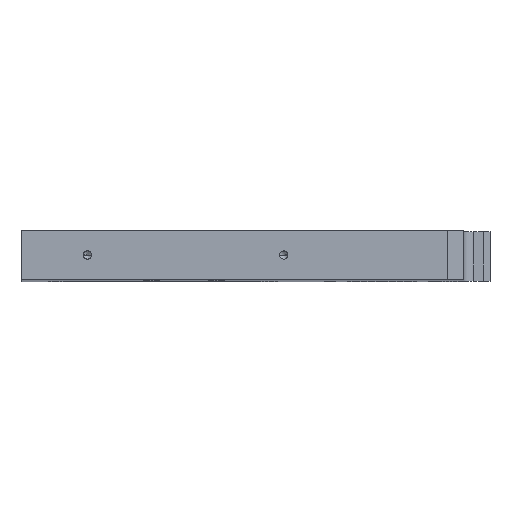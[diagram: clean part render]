
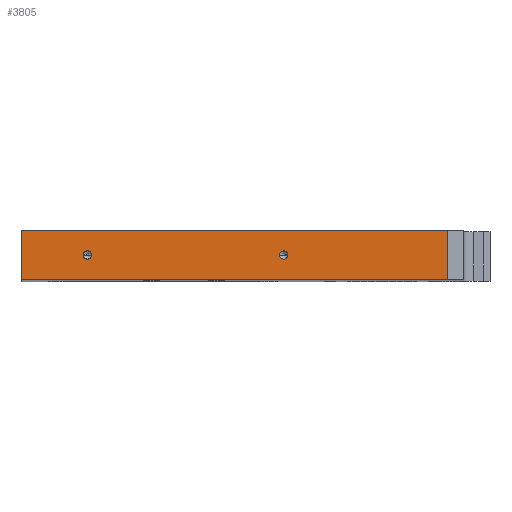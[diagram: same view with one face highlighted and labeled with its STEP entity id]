
A CAD part, top view. The second image highlights one B-rep face of the part: STEP entity #3805.
In plain terms, the highlighted planar face has unit normal (0, 0, 1).
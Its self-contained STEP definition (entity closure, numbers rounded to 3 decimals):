
#90 = ORIENTED_EDGE ( 'NONE', *, *, #1130, .F. ) ;
#186 = VERTEX_POINT ( 'NONE', #1587 ) ;
#203 = FACE_OUTER_BOUND ( 'NONE', #641, .T. ) ;
#406 = FACE_BOUND ( 'NONE', #1518, .T. ) ;
#451 = VERTEX_POINT ( 'NONE', #1824 ) ;
#565 = DIRECTION ( 'NONE',  ( 1., 0., 0. ) ) ;
#641 = EDGE_LOOP ( 'NONE', ( #1927, #3027, #90, #3214 ) ) ;
#705 = LINE ( 'NONE', #889, #3060 ) ;
#718 = EDGE_LOOP ( 'NONE', ( #2816, #2039 ) ) ;
#774 = CARTESIAN_POINT ( 'NONE',  ( 12.5, 0., 175. ) ) ;
#795 = LINE ( 'NONE', #2658, #2926 ) ;
#829 = EDGE_CURVE ( 'NONE', #2892, #2934, #952, .T. ) ;
#837 = CARTESIAN_POINT ( 'NONE',  ( -67.5, -7.5, 175. ) ) ;
#884 = EDGE_CURVE ( 'NONE', #1800, #186, #3560, .T. ) ;
#889 = CARTESIAN_POINT ( 'NONE',  ( 62.5, 7.5, 175. ) ) ;
#951 = DIRECTION ( 'NONE',  ( -1., 0., 0. ) ) ;
#952 = CIRCLE ( 'NONE', #2843, 1.25 ) ;
#1020 = CARTESIAN_POINT ( 'NONE',  ( 11.25, 0., 175. ) ) ;
#1047 = LINE ( 'NONE', #837, #1335 ) ;
#1130 = EDGE_CURVE ( 'NONE', #2881, #2706, #795, .T. ) ;
#1132 = FACE_BOUND ( 'NONE', #718, .T. ) ;
#1170 = DIRECTION ( 'NONE',  ( 0., 0., 1. ) ) ;
#1317 = AXIS2_PLACEMENT_3D ( 'NONE', #774, #1170, #2381 ) ;
#1335 = VECTOR ( 'NONE', #565, 1000. ) ;
#1375 = DIRECTION ( 'NONE',  ( 1., 0., 0. ) ) ;
#1469 = EDGE_CURVE ( 'NONE', #2670, #2706, #705, .T. ) ;
#1518 = EDGE_LOOP ( 'NONE', ( #3284, #2618 ) ) ;
#1529 = AXIS2_PLACEMENT_3D ( 'NONE', #3841, #3433, #951 ) ;
#1587 = CARTESIAN_POINT ( 'NONE',  ( -48.75, 0., 175. ) ) ;
#1704 = EDGE_CURVE ( 'NONE', #186, #1800, #2920, .T. ) ;
#1725 = CARTESIAN_POINT ( 'NONE',  ( 13.75, 0., 175. ) ) ;
#1779 = EDGE_CURVE ( 'NONE', #451, #2670, #1047, .T. ) ;
#1800 = VERTEX_POINT ( 'NONE', #3115 ) ;
#1817 = CIRCLE ( 'NONE', #1317, 1.25 ) ;
#1824 = CARTESIAN_POINT ( 'NONE',  ( -67.5, -7.5, 175. ) ) ;
#1912 = DIRECTION ( 'NONE',  ( 0., 0., 1. ) ) ;
#1927 = ORIENTED_EDGE ( 'NONE', *, *, #1779, .T. ) ;
#2032 = DIRECTION ( 'NONE',  ( 0., -1., 0. ) ) ;
#2039 = ORIENTED_EDGE ( 'NONE', *, *, #829, .F. ) ;
#2089 = CARTESIAN_POINT ( 'NONE',  ( 62.5, -7.5, 175. ) ) ;
#2197 = LINE ( 'NONE', #3572, #3843 ) ;
#2227 = CARTESIAN_POINT ( 'NONE',  ( 12.5, 0., 175. ) ) ;
#2381 = DIRECTION ( 'NONE',  ( 1., 0., 0. ) ) ;
#2426 = DIRECTION ( 'NONE',  ( 1., 0., 0. ) ) ;
#2481 = DIRECTION ( 'NONE',  ( 0., 1., 0. ) ) ;
#2618 = ORIENTED_EDGE ( 'NONE', *, *, #1704, .F. ) ;
#2626 = PLANE ( 'NONE',  #1529 ) ;
#2628 = EDGE_CURVE ( 'NONE', #2881, #451, #2197, .T. ) ;
#2658 = CARTESIAN_POINT ( 'NONE',  ( -67.5, 7.5, 175. ) ) ;
#2670 = VERTEX_POINT ( 'NONE', #2089 ) ;
#2706 = VERTEX_POINT ( 'NONE', #3282 ) ;
#2752 = DIRECTION ( 'NONE',  ( 0., 0., 1. ) ) ;
#2777 = AXIS2_PLACEMENT_3D ( 'NONE', #3957, #2752, #2426 ) ;
#2816 = ORIENTED_EDGE ( 'NONE', *, *, #3716, .F. ) ;
#2834 = DIRECTION ( 'NONE',  ( 1., 0., 0. ) ) ;
#2843 = AXIS2_PLACEMENT_3D ( 'NONE', #2227, #1912, #2834 ) ;
#2881 = VERTEX_POINT ( 'NONE', #3052 ) ;
#2892 = VERTEX_POINT ( 'NONE', #1020 ) ;
#2920 = CIRCLE ( 'NONE', #2777, 1.25 ) ;
#2926 = VECTOR ( 'NONE', #1375, 1000. ) ;
#2934 = VERTEX_POINT ( 'NONE', #1725 ) ;
#3027 = ORIENTED_EDGE ( 'NONE', *, *, #1469, .T. ) ;
#3052 = CARTESIAN_POINT ( 'NONE',  ( -67.5, 7.5, 175. ) ) ;
#3060 = VECTOR ( 'NONE', #2481, 1000. ) ;
#3094 = DIRECTION ( 'NONE',  ( 1., 0., 0. ) ) ;
#3115 = CARTESIAN_POINT ( 'NONE',  ( -46.25, 0., 175. ) ) ;
#3214 = ORIENTED_EDGE ( 'NONE', *, *, #2628, .T. ) ;
#3282 = CARTESIAN_POINT ( 'NONE',  ( 62.5, 7.5, 175. ) ) ;
#3284 = ORIENTED_EDGE ( 'NONE', *, *, #884, .F. ) ;
#3433 = DIRECTION ( 'NONE',  ( 0., 0., -1. ) ) ;
#3560 = CIRCLE ( 'NONE', #3881, 1.25 ) ;
#3572 = CARTESIAN_POINT ( 'NONE',  ( -67.5, 7.5, 175. ) ) ;
#3716 = EDGE_CURVE ( 'NONE', #2934, #2892, #1817, .T. ) ;
#3744 = CARTESIAN_POINT ( 'NONE',  ( -47.5, 0., 175. ) ) ;
#3790 = DIRECTION ( 'NONE',  ( 0., 0., 1. ) ) ;
#3805 = ADVANCED_FACE ( 'NONE', ( #406, #1132, #203 ), #2626, .F. ) ;
#3841 = CARTESIAN_POINT ( 'NONE',  ( -67.5, 7.5, 175. ) ) ;
#3843 = VECTOR ( 'NONE', #2032, 1000. ) ;
#3881 = AXIS2_PLACEMENT_3D ( 'NONE', #3744, #3790, #3094 ) ;
#3957 = CARTESIAN_POINT ( 'NONE',  ( -47.5, 0., 175. ) ) ;
